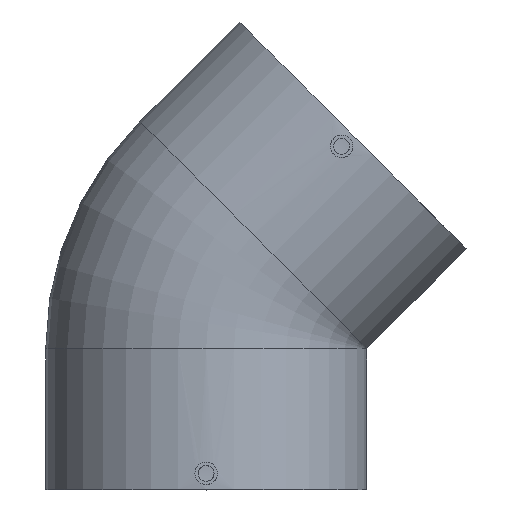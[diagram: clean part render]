
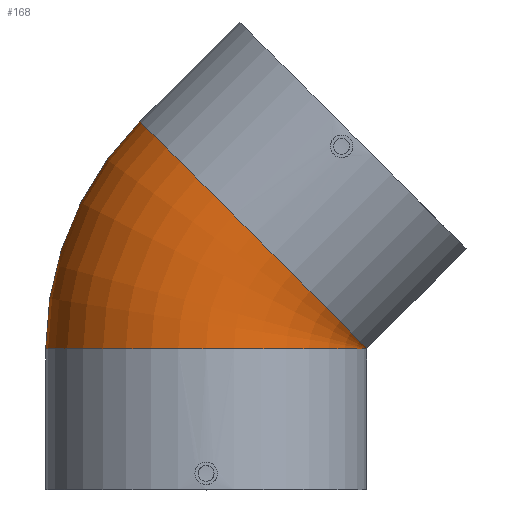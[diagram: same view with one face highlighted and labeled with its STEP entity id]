
A CAD part, top view. The second image highlights one B-rep face of the part: STEP entity #168.
In plain terms, the highlighted toroidal (fillet/blend) face has major radius 101 mm and minor radius 100.5 mm.
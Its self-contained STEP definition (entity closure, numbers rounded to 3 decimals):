
#10 = CARTESIAN_POINT ( 'NONE',  ( -100.5, 88.209, 0. ) ) ;
#42 = CIRCLE ( 'NONE', #63, 100.5 ) ;
#43 = DIRECTION ( 'NONE',  ( 0.707, 0.707, 0. ) ) ;
#46 = CIRCLE ( 'NONE', #159, 201.5 ) ;
#47 = CIRCLE ( 'NONE', #787, 100.5 ) ;
#63 = AXIS2_PLACEMENT_3D ( 'NONE', #934, #43, #449 ) ;
#81 = CARTESIAN_POINT ( 'NONE',  ( -41.482, 230.691, 0. ) ) ;
#107 = DIRECTION ( 'NONE',  ( 0., 1., 0. ) ) ;
#118 = AXIS2_PLACEMENT_3D ( 'NONE', #133, #694, #1039 ) ;
#133 = CARTESIAN_POINT ( 'NONE',  ( 101., 88.209, 0. ) ) ;
#141 = AXIS2_PLACEMENT_3D ( 'NONE', #1061, #828, #906 ) ;
#159 = AXIS2_PLACEMENT_3D ( 'NONE', #827, #992, #422 ) ;
#168 = ADVANCED_FACE ( 'NONE', ( #170 ), #490, .T. ) ;
#170 = FACE_OUTER_BOUND ( 'NONE', #279, .T. ) ;
#186 = CARTESIAN_POINT ( 'NONE',  ( 100.5, 88.209, 0. ) ) ;
#198 = VERTEX_POINT ( 'NONE', #186 ) ;
#215 = ORIENTED_EDGE ( 'NONE', *, *, #521, .F. ) ;
#246 = VERTEX_POINT ( 'NONE', #297 ) ;
#279 = EDGE_LOOP ( 'NONE', ( #215, #672, #763, #942 ) ) ;
#293 = EDGE_CURVE ( 'NONE', #562, #198, #47, .T. ) ;
#297 = CARTESIAN_POINT ( 'NONE',  ( 100.646, 88.563, 0. ) ) ;
#368 = DIRECTION ( 'NONE',  ( 0., 0., 1. ) ) ;
#422 = DIRECTION ( 'NONE',  ( -1., 0., 0. ) ) ;
#449 = DIRECTION ( 'NONE',  ( 0., 0., 1. ) ) ;
#490 = TOROIDAL_SURFACE ( 'NONE', #141, 101., 100.5 ) ;
#521 = EDGE_CURVE ( 'NONE', #562, #779, #46, .T. ) ;
#562 = VERTEX_POINT ( 'NONE', #10 ) ;
#672 = ORIENTED_EDGE ( 'NONE', *, *, #293, .T. ) ;
#694 = DIRECTION ( 'NONE',  ( 0., 0., -1. ) ) ;
#731 = EDGE_CURVE ( 'NONE', #779, #246, #42, .T. ) ;
#763 = ORIENTED_EDGE ( 'NONE', *, *, #1057, .T. ) ;
#779 = VERTEX_POINT ( 'NONE', #81 ) ;
#787 = AXIS2_PLACEMENT_3D ( 'NONE', #920, #107, #368 ) ;
#827 = CARTESIAN_POINT ( 'NONE',  ( 101., 88.209, 0. ) ) ;
#828 = DIRECTION ( 'NONE',  ( 0., 0., -1. ) ) ;
#891 = CIRCLE ( 'NONE', #118, 0.5 ) ;
#906 = DIRECTION ( 'NONE',  ( -1., 0., 0. ) ) ;
#920 = CARTESIAN_POINT ( 'NONE',  ( 0., 88.209, 0. ) ) ;
#934 = CARTESIAN_POINT ( 'NONE',  ( 29.582, 159.627, 0. ) ) ;
#942 = ORIENTED_EDGE ( 'NONE', *, *, #731, .F. ) ;
#992 = DIRECTION ( 'NONE',  ( 0., 0., -1. ) ) ;
#1039 = DIRECTION ( 'NONE',  ( -1., 0., 0. ) ) ;
#1057 = EDGE_CURVE ( 'NONE', #198, #246, #891, .T. ) ;
#1061 = CARTESIAN_POINT ( 'NONE',  ( 101., 88.209, 0. ) ) ;
